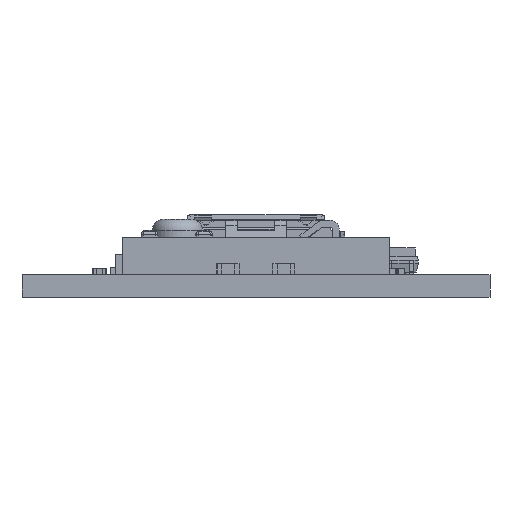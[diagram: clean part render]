
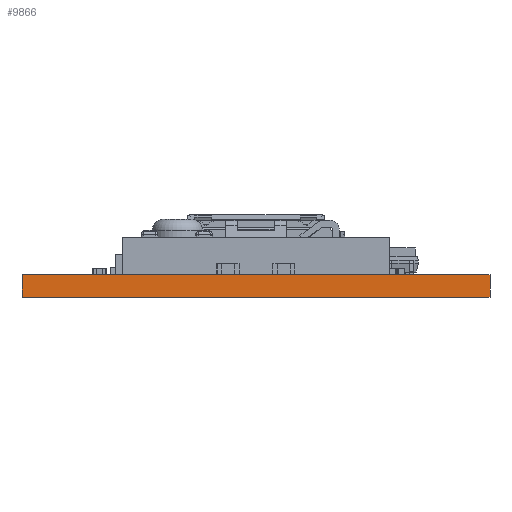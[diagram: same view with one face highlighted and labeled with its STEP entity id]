
A CAD part, front view. The second image highlights one B-rep face of the part: STEP entity #9866.
In plain terms, the highlighted planar face has unit normal (0, -1, 0).
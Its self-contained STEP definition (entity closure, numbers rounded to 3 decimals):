
#9827=CARTESIAN_POINT('',(0.001,-50.995,0.807));
#9828=DIRECTION('',(-0.,1.,0.));
#9829=DIRECTION('',(0.,0.,1.));
#9830=AXIS2_PLACEMENT_3D('',#9827,#9828,#9829);
#9831=PLANE('',#9830);
#9832=CARTESIAN_POINT('',(-10.499,-50.995,1.607));
#9833=VERTEX_POINT('',#9832);
#9834=CARTESIAN_POINT('',(10.501,-50.995,1.607));
#9835=VERTEX_POINT('',#9834);
#9836=CARTESIAN_POINT('',(-10.499,-50.995,1.607));
#9837=DIRECTION('',(1.,0.,0.));
#9838=VECTOR('',#9837,21.);
#9839=LINE('',#9836,#9838);
#9840=EDGE_CURVE('',#9833,#9835,#9839,.T.);
#9841=ORIENTED_EDGE('',*,*,#9840,.F.);
#9842=CARTESIAN_POINT('',(-10.499,-50.995,0.607));
#9843=VERTEX_POINT('',#9842);
#9844=CARTESIAN_POINT('',(-10.499,-50.995,1.607));
#9845=DIRECTION('',(-0.,-0.,-1.));
#9846=VECTOR('',#9845,1.);
#9847=LINE('',#9844,#9846);
#9848=EDGE_CURVE('',#9833,#9843,#9847,.T.);
#9849=ORIENTED_EDGE('',*,*,#9848,.T.);
#9850=CARTESIAN_POINT('',(10.501,-50.995,0.607));
#9851=VERTEX_POINT('',#9850);
#9852=CARTESIAN_POINT('',(-10.499,-50.995,0.607));
#9853=DIRECTION('',(1.,0.,0.));
#9854=VECTOR('',#9853,21.);
#9855=LINE('',#9852,#9854);
#9856=EDGE_CURVE('',#9843,#9851,#9855,.T.);
#9857=ORIENTED_EDGE('',*,*,#9856,.T.);
#9858=CARTESIAN_POINT('',(10.501,-50.995,1.607));
#9859=DIRECTION('',(-0.,-0.,-1.));
#9860=VECTOR('',#9859,1.);
#9861=LINE('',#9858,#9860);
#9862=EDGE_CURVE('',#9835,#9851,#9861,.T.);
#9863=ORIENTED_EDGE('',*,*,#9862,.F.);
#9864=EDGE_LOOP('',(#9841,#9849,#9857,#9863));
#9865=FACE_BOUND('',#9864,.T.);
#9866=ADVANCED_FACE('',(#9865),#9831,.F.);
